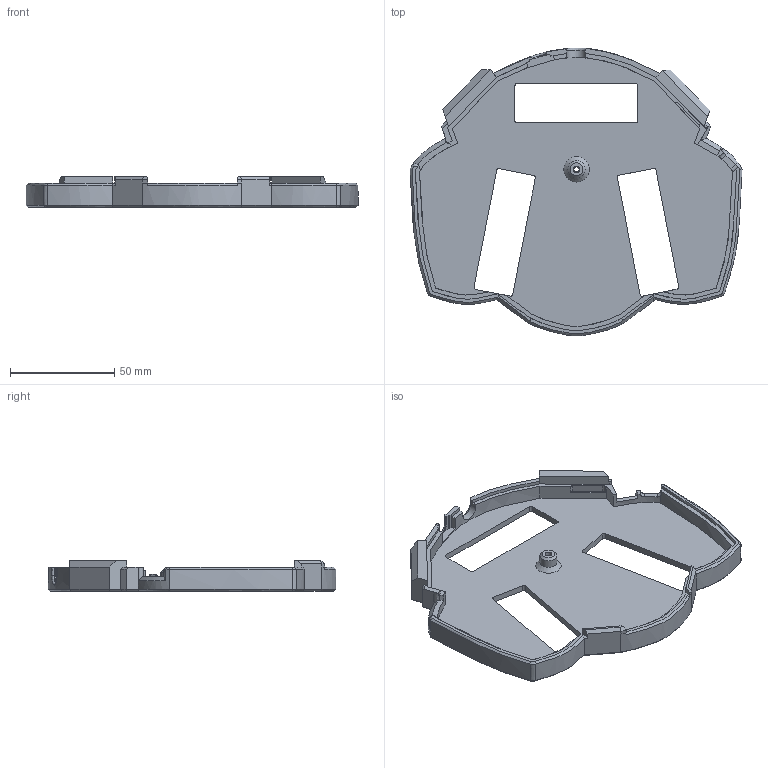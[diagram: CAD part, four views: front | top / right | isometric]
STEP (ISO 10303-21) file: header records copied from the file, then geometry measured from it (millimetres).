
FILE_DESCRIPTION(/* description */ (''),/* implementation_level */ '2;1');
FILE_NAME(/* name */ 'Wub-Tank-Proto.step',/* time_stamp */ '2025-12-23T13:33:53-05:00',/* author */ (''),/* organization */ (''),/* preprocessor_version */ 'ST-DEVELOPER v20.1',/* originating_system */ 'Autodesk Translation Framework v14.21.0.0',/* authorisation */ '');
FILE_SCHEMA (('AUTOMOTIVE_DESIGN { 1 0 10303 214 3 1 1 }'));
Length unit declared in the file: millimetre
Products named in the file (3): Wub-Tank-Proto; Shell; Cutout
Assembly tree (2 placements, depth 3):
  Wub-Tank-Proto
    Shell
      Cutout
Bounding box: 159.31 x 138.15 x 14.63 mm (x, y, z)
Volume: 60140.3 mm3; surface area: 38405.7 mm2
Topology: 1 solids, 1 shells, 210 faces, 583 edges, 375 vertices
Faces by surface type: plane 113, bspline 69, cylinder 24, cone 4
Full cylindrical faces by diameter (mm): 2.529 x1, 3.2 x1, 8.2 x1
Entity records: 10651 total; most frequent: CARTESIAN_POINT 5852, ORIENTED_EDGE 1166, DIRECTION 686, EDGE_CURVE 583, VERTEX_POINT 375, LINE 292, VECTOR 292, B_SPLINE_CURVE_WITH_KNOTS 240
